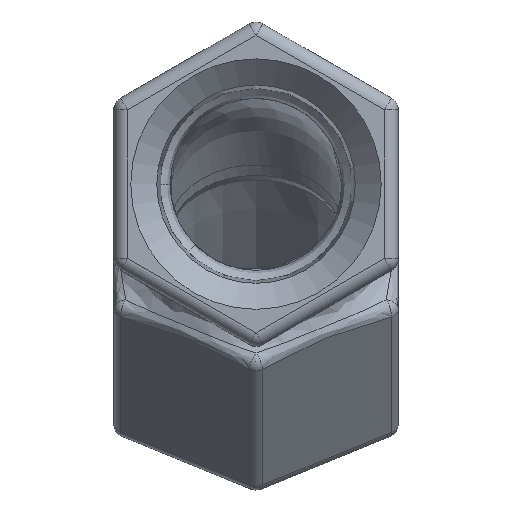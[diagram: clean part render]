
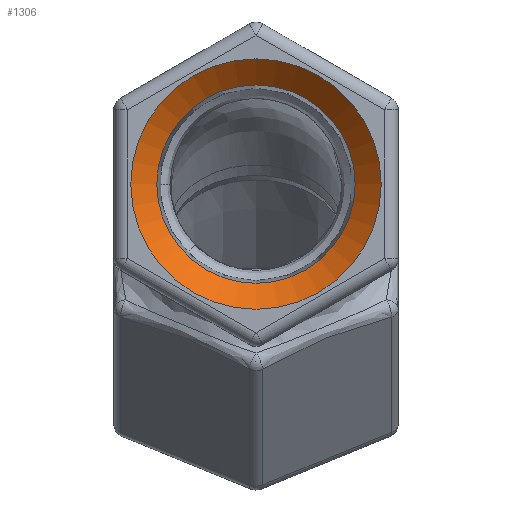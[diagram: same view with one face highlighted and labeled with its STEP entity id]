
A CAD part, top view. The second image highlights one B-rep face of the part: STEP entity #1306.
In plain terms, the highlighted conical face has half-angle 46.804 degrees and reference radius 13.153 mm.
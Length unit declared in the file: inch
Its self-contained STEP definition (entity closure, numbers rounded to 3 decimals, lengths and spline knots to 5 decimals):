
#17=CONICAL_SURFACE('',#1488,0.51783,0.817);
#109=LINE('',#3542,#161);
#161=VECTOR('',#1857,0.51783);
#270=FACE_OUTER_BOUND('',#362,.T.);
#362=EDGE_LOOP('',(#1161,#1162,#1163,#1164,#1165,#1166));
#453=CIRCLE('',#1471,0.578);
#454=CIRCLE('',#1472,0.578);
#461=CIRCLE('',#1489,0.45765);
#462=CIRCLE('',#1490,0.45765);
#604=VERTEX_POINT('',#3209);
#605=VERTEX_POINT('',#3210);
#613=VERTEX_POINT('',#3541);
#614=VERTEX_POINT('',#3543);
#778=EDGE_CURVE('',#604,#605,#453,.T.);
#779=EDGE_CURVE('',#605,#604,#454,.T.);
#801=EDGE_CURVE('',#605,#613,#109,.T.);
#802=EDGE_CURVE('',#613,#614,#461,.T.);
#803=EDGE_CURVE('',#614,#613,#462,.T.);
#1161=ORIENTED_EDGE('',*,*,#778,.F.);
#1162=ORIENTED_EDGE('',*,*,#779,.F.);
#1163=ORIENTED_EDGE('',*,*,#801,.T.);
#1164=ORIENTED_EDGE('',*,*,#802,.T.);
#1165=ORIENTED_EDGE('',*,*,#803,.T.);
#1166=ORIENTED_EDGE('',*,*,#801,.F.);
#1306=ADVANCED_FACE('',(#270),#17,.F.);
#1471=AXIS2_PLACEMENT_3D('',#3211,#1813,#1814);
#1472=AXIS2_PLACEMENT_3D('',#3212,#1815,#1816);
#1488=AXIS2_PLACEMENT_3D('',#3540,#1855,#1856);
#1489=AXIS2_PLACEMENT_3D('',#3544,#1858,#1859);
#1490=AXIS2_PLACEMENT_3D('',#3545,#1860,#1861);
#1813=DIRECTION('center_axis',(0.,0.,
-1.));
#1814=DIRECTION('ref_axis',(0.,1.,0.));
#1815=DIRECTION('center_axis',(0.,0.,
-1.));
#1816=DIRECTION('ref_axis',(0.,1.,0.));
#1855=DIRECTION('center_axis',(0.,0.,1.));
#1856=DIRECTION('ref_axis',(0.,1.,0.));
#1857=DIRECTION('',(0.,0.729,-0.684));
#1858=DIRECTION('center_axis',(0.,0.,-1.));
#1859=DIRECTION('ref_axis',(0.,1.,0.));
#1860=DIRECTION('center_axis',(0.,0.,-1.));
#1861=DIRECTION('ref_axis',(0.,1.,0.));
#3209=CARTESIAN_POINT('',(0.,0.578,1.28125));
#3210=CARTESIAN_POINT('',(0.,-0.578,1.28125));
#3211=CARTESIAN_POINT('Origin',(0.,0.,1.28125));
#3212=CARTESIAN_POINT('Origin',(0.,0.,1.28125));
#3540=CARTESIAN_POINT('Origin',(0.,0.,1.22475));
#3541=CARTESIAN_POINT('',(0.,-0.45765,1.16825));
#3542=CARTESIAN_POINT('',(0.,-0.51782,1.22475));
#3543=CARTESIAN_POINT('',(0.,0.45765,1.16825));
#3544=CARTESIAN_POINT('Origin',(0.,0.,1.16825));
#3545=CARTESIAN_POINT('Origin',(0.,0.,1.16825));
